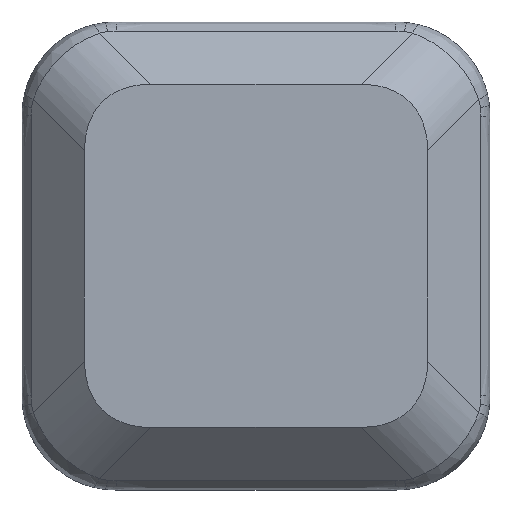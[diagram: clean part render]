
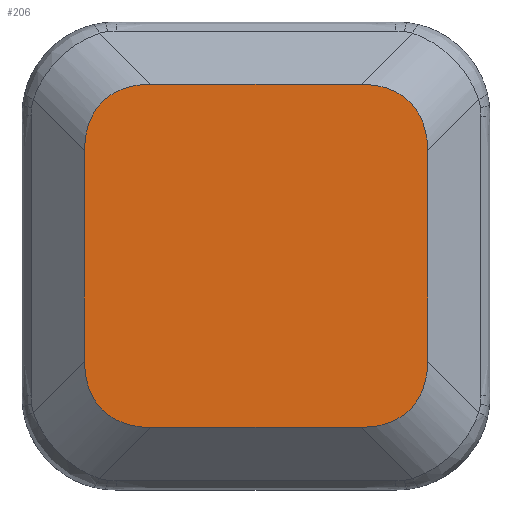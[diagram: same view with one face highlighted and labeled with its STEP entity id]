
A CAD part, top view. The second image highlights one B-rep face of the part: STEP entity #206.
In plain terms, the highlighted planar face has unit normal (0, 0, 1).
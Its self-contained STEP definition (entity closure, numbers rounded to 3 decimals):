
#24 = VERTEX_POINT('',#25);
#25 = CARTESIAN_POINT('',(-5.5,3.379,5.4));
#96 = VERTEX_POINT('',#97);
#97 = CARTESIAN_POINT('',(-5.5,-3.379,5.4));
#103 = EDGE_CURVE('',#24,#96,#104,.T.);
#104 = LINE('',#105,#106);
#105 = CARTESIAN_POINT('',(-5.5,7.5,5.4));
#106 = VECTOR('',#107,1.);
#107 = DIRECTION('',(0.,-1.,0.));
#144 = VERTEX_POINT('',#145);
#145 = CARTESIAN_POINT('',(-3.379,5.5,5.4));
#151 = EDGE_CURVE('',#24,#144,#152,.T.);
#152 = ELLIPSE('',#153,5.196,3.);
#153 = AXIS2_PLACEMENT_3D('',#154,#155,#156);
#154 = CARTESIAN_POINT('',(-1.257,1.257,5.4));
#155 = DIRECTION('',(0.,-0.,-1.));
#156 = DIRECTION('',(0.707,-0.707,0.));
#206 = ADVANCED_FACE('',(#207),#260,.T.);
#207 = FACE_BOUND('',#208,.T.);
#208 = EDGE_LOOP('',(#209,#219,#228,#236,#245,#251,#252,#253));
#209 = ORIENTED_EDGE('',*,*,#210,.T.);
#210 = EDGE_CURVE('',#211,#213,#215,.T.);
#211 = VERTEX_POINT('',#212);
#212 = CARTESIAN_POINT('',(-3.379,-5.5,5.4));
#213 = VERTEX_POINT('',#214);
#214 = CARTESIAN_POINT('',(3.379,-5.5,5.4));
#215 = LINE('',#216,#217);
#216 = CARTESIAN_POINT('',(-7.5,-5.5,5.4));
#217 = VECTOR('',#218,1.);
#218 = DIRECTION('',(1.,0.,0.));
#219 = ORIENTED_EDGE('',*,*,#220,.T.);
#220 = EDGE_CURVE('',#213,#221,#223,.T.);
#221 = VERTEX_POINT('',#222);
#222 = CARTESIAN_POINT('',(5.5,-3.379,5.4));
#223 = ELLIPSE('',#224,5.196,3.);
#224 = AXIS2_PLACEMENT_3D('',#225,#226,#227);
#225 = CARTESIAN_POINT('',(1.257,-1.257,5.4));
#226 = DIRECTION('',(0.,0.,1.));
#227 = DIRECTION('',(-0.707,0.707,0.));
#228 = ORIENTED_EDGE('',*,*,#229,.T.);
#229 = EDGE_CURVE('',#221,#230,#232,.T.);
#230 = VERTEX_POINT('',#231);
#231 = CARTESIAN_POINT('',(5.5,3.379,5.4));
#232 = LINE('',#233,#234);
#233 = CARTESIAN_POINT('',(5.5,-7.5,5.4));
#234 = VECTOR('',#235,1.);
#235 = DIRECTION('',(0.,1.,0.));
#236 = ORIENTED_EDGE('',*,*,#237,.F.);
#237 = EDGE_CURVE('',#238,#230,#240,.T.);
#238 = VERTEX_POINT('',#239);
#239 = CARTESIAN_POINT('',(3.379,5.5,5.4));
#240 = ELLIPSE('',#241,5.196,3.);
#241 = AXIS2_PLACEMENT_3D('',#242,#243,#244);
#242 = CARTESIAN_POINT('',(1.257,1.257,5.4));
#243 = DIRECTION('',(-0.,0.,-1.));
#244 = DIRECTION('',(-0.707,-0.707,0.));
#245 = ORIENTED_EDGE('',*,*,#246,.T.);
#246 = EDGE_CURVE('',#238,#144,#247,.T.);
#247 = LINE('',#248,#249);
#248 = CARTESIAN_POINT('',(7.5,5.5,5.4));
#249 = VECTOR('',#250,1.);
#250 = DIRECTION('',(-1.,0.,0.));
#251 = ORIENTED_EDGE('',*,*,#151,.F.);
#252 = ORIENTED_EDGE('',*,*,#103,.T.);
#253 = ORIENTED_EDGE('',*,*,#254,.T.);
#254 = EDGE_CURVE('',#96,#211,#255,.T.);
#255 = ELLIPSE('',#256,5.196,3.);
#256 = AXIS2_PLACEMENT_3D('',#257,#258,#259);
#257 = CARTESIAN_POINT('',(-1.257,-1.257,5.4));
#258 = DIRECTION('',(0.,-0.,1.));
#259 = DIRECTION('',(0.707,0.707,0.));
#260 = PLANE('',#261);
#261 = AXIS2_PLACEMENT_3D('',#262,#263,#264);
#262 = CARTESIAN_POINT('',(0.,0.,5.4));
#263 = DIRECTION('',(0.,0.,1.));
#264 = DIRECTION('',(1.,0.,0.));
